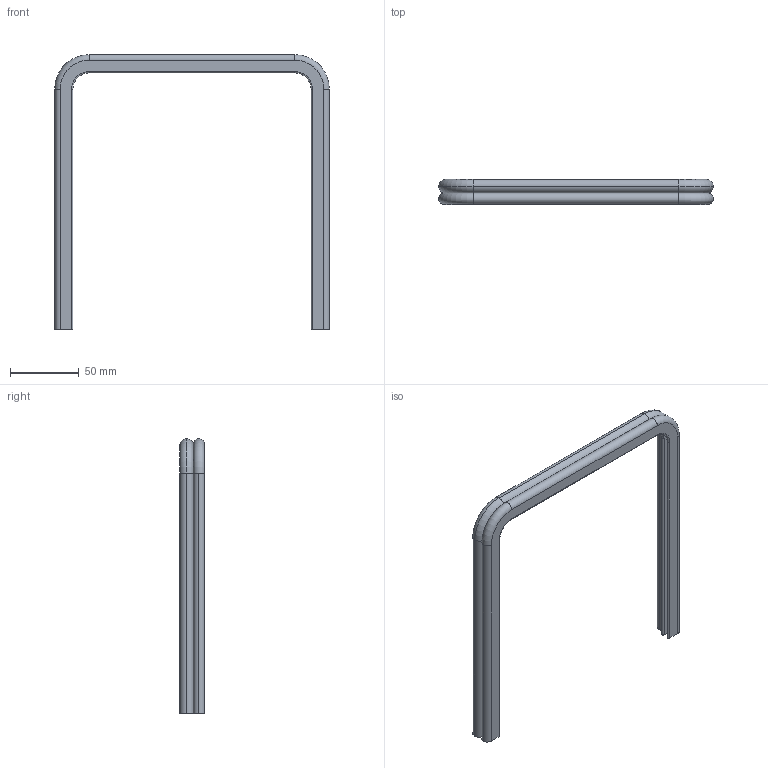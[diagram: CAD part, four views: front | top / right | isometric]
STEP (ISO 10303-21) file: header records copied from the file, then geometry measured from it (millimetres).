
FILE_DESCRIPTION (( 'STEP AP203' ), '1' );
FILE_NAME ('WT-001.STEP', '2014-06-19T01:18:53', ( '' ), ( '' ), 'SwSTEP 2.0', 'SolidWorks 2010', '' );
FILE_SCHEMA (( 'CONFIG_CONTROL_DESIGN' ));
Length unit declared in the file: millimetre
Products named in the file (1): WT-001
Bounding box: 200 x 18 x 200 mm (x, y, z)
Volume: 60746.9 mm3; surface area: 91265.7 mm2
Topology: 1 solids, 1 shells, 138 faces, 356 edges, 220 vertices
Faces by surface type: cylinder 68, torus 44, plane 22, cone 4
Entity records: 4337 total; most frequent: DIRECTION 842, CARTESIAN_POINT 715, ORIENTED_EDGE 712, EDGE_CURVE 356, AXIS2_PLACEMENT_3D 347, VERTEX_POINT 220, CIRCLE 208, LINE 148
